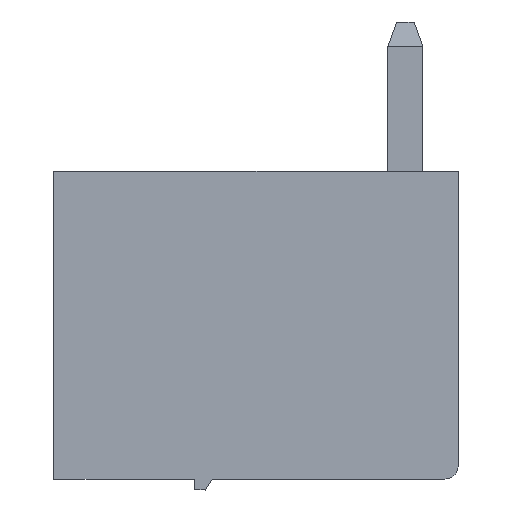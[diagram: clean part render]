
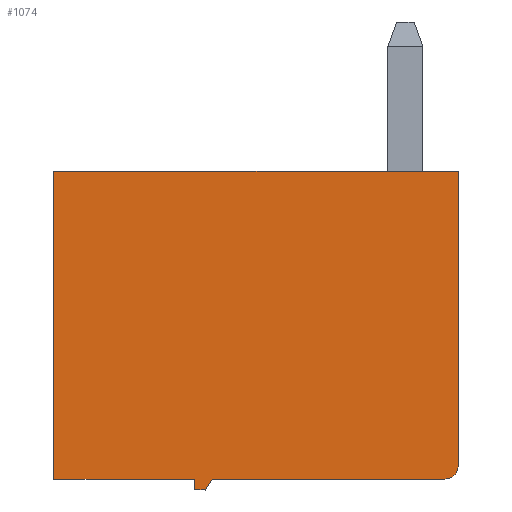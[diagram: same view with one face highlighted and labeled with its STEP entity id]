
A CAD part, front view. The second image highlights one B-rep face of the part: STEP entity #1074.
In plain terms, the highlighted planar face has unit normal (0, -1, 0).
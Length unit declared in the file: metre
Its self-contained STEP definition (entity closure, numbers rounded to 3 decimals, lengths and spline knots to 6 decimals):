
#1074=ADVANCED_FACE('',(#2210),#2211,.T.);
#2210=FACE_OUTER_BOUND('',#3374,.T.);
#2211=PLANE('',#3375);
#3374=EDGE_LOOP('',(#6622,#6623,#6624,#6625,#6626,#6627,#6628,#6629,#6630));
#3375=AXIS2_PLACEMENT_3D('',#6631,#6632,#6633);
#6622=ORIENTED_EDGE('',*,*,#7100,.F.);
#6623=ORIENTED_EDGE('',*,*,#7136,.F.);
#6624=ORIENTED_EDGE('',*,*,#7007,.F.);
#6625=ORIENTED_EDGE('',*,*,#7003,.F.);
#6626=ORIENTED_EDGE('',*,*,#6999,.F.);
#6627=ORIENTED_EDGE('',*,*,#6995,.F.);
#6628=ORIENTED_EDGE('',*,*,#6991,.F.);
#6629=ORIENTED_EDGE('',*,*,#7011,.F.);
#6630=ORIENTED_EDGE('',*,*,#7064,.F.);
#6631=CARTESIAN_POINT('',(0.0089,-0.046415,-0.0067));
#6632=DIRECTION('',(0.,-1.0,0.));
#6633=DIRECTION('',(0.0,0.,-1.0));
#6991=EDGE_CURVE('',#8386,#8382,#8388,.T.);
#6995=EDGE_CURVE('',#8382,#8391,#8394,.T.);
#6999=EDGE_CURVE('',#8391,#8397,#8400,.T.);
#7003=EDGE_CURVE('',#8397,#8403,#8406,.T.);
#7007=EDGE_CURVE('',#8403,#8409,#8412,.T.);
#7011=EDGE_CURVE('',#8416,#8386,#8418,.T.);
#7064=EDGE_CURVE('',#8519,#8416,#8521,.T.);
#7100=EDGE_CURVE('',#8579,#8519,#8581,.T.);
#7136=EDGE_CURVE('',#8409,#8579,#8647,.T.);
#8382=VERTEX_POINT('',#10413);
#8386=VERTEX_POINT('',#10419);
#8388=LINE('',#10422,#10423);
#8391=VERTEX_POINT('',#10426);
#8394=LINE('',#10431,#10432);
#8397=VERTEX_POINT('',#10435);
#8400=LINE('',#10440,#10441);
#8403=VERTEX_POINT('',#10444);
#8406=LINE('',#10449,#10450);
#8409=VERTEX_POINT('',#10453);
#8412=LINE('',#10458,#10459);
#8416=VERTEX_POINT('',#10463);
#8418=CIRCLE('',#10466,0.0003);
#8519=VERTEX_POINT('',#10617);
#8521=LINE('',#10620,#10621);
#8579=VERTEX_POINT('',#10712);
#8581=LINE('',#10715,#10716);
#8647=LINE('',#10814,#10815);
#10413=CARTESIAN_POINT('',(0.0036,-0.046415,-0.007));
#10419=CARTESIAN_POINT('',(0.0089,-0.046415,-0.007));
#10422=CARTESIAN_POINT('',(0.0036,-0.046415,-0.007));
#10423=VECTOR('',#13256,1.0);
#10426=CARTESIAN_POINT('',(0.00345,-0.046415,-0.00725));
#10431=CARTESIAN_POINT('',(0.00345,-0.046415,-0.00725));
#10432=VECTOR('',#13259,1.0);
#10435=CARTESIAN_POINT('',(0.0032,-0.046415,-0.00725));
#10440=CARTESIAN_POINT('',(0.0032,-0.046415,-0.00725));
#10441=VECTOR('',#13262,1.0);
#10444=CARTESIAN_POINT('',(0.0032,-0.046415,-0.007));
#10449=CARTESIAN_POINT('',(0.0032,-0.046415,-0.007));
#10450=VECTOR('',#13265,1.0);
#10453=CARTESIAN_POINT('',(0.,-0.046415,-0.007));
#10458=CARTESIAN_POINT('',(0.,-0.046415,-0.007));
#10459=VECTOR('',#13268,1.0);
#10463=CARTESIAN_POINT('',(0.0092,-0.046415,-0.0067));
#10466=AXIS2_PLACEMENT_3D('',#13273,#13274,#13275);
#10617=CARTESIAN_POINT('',(0.0092,-0.046415,0.));
#10620=CARTESIAN_POINT('',(0.0092,-0.046415,-0.0067));
#10621=VECTOR('',#13327,1.0);
#10712=CARTESIAN_POINT('',(0.,-0.046415,0.));
#10715=CARTESIAN_POINT('',(0.0065,-0.046415,0.));
#10716=VECTOR('',#13362,1.0);
#10814=CARTESIAN_POINT('',(0.,-0.046415,0.));
#10815=VECTOR('',#13401,1.0);
#13256=DIRECTION('',(-1.0,0.,0.));
#13259=DIRECTION('',(-0.514,0.,-0.857));
#13262=DIRECTION('',(-1.0,0.,0.));
#13265=DIRECTION('',(0.,0.,1.0));
#13268=DIRECTION('',(-1.0,0.,0.));
#13273=CARTESIAN_POINT('',(0.0089,-0.046415,-0.0067));
#13274=DIRECTION('',(0.,1.0,0.));
#13275=DIRECTION('',(-0.707,0.,0.707));
#13327=DIRECTION('',(0.,0.,-1.0));
#13362=DIRECTION('',(1.0,0.,0.));
#13401=DIRECTION('',(0.,0.,1.0));
